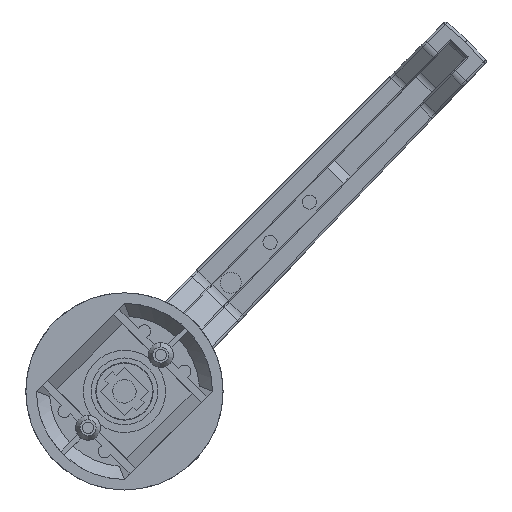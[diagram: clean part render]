
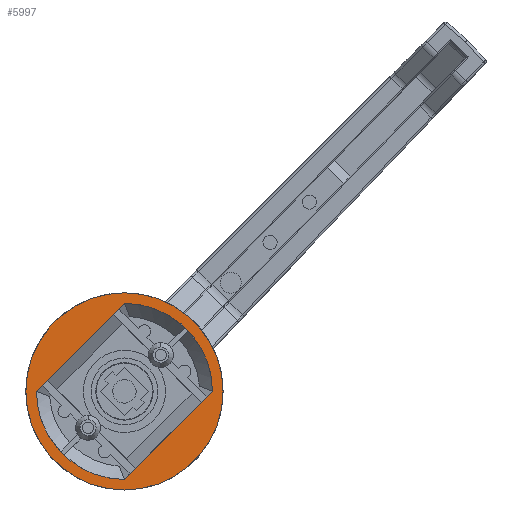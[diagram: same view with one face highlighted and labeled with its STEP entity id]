
A CAD part, front view. The second image highlights one B-rep face of the part: STEP entity #5997.
In plain terms, the highlighted planar face has unit normal (0, -1, 0).
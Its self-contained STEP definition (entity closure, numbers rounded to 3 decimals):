
#1395 = LINE ( 'NONE', #3918, #1398 ) ;
#1398 = VECTOR ( 'NONE', #3920, 1000. ) ;
#1403 = CIRCLE ( 'NONE', #8339, 35. ) ;
#1405 = LINE ( 'NONE', #3936, #1408 ) ;
#1408 = VECTOR ( 'NONE', #3938, 1000. ) ;
#1849 = CARTESIAN_POINT ( 'NONE',  ( 0., 0., 0. ) ) ;
#1850 = DIRECTION ( 'NONE',  ( 0., 1., 0. ) ) ;
#1851 = DIRECTION ( 'NONE',  ( 0., 0., 1. ) ) ;
#2184 = CARTESIAN_POINT ( 'NONE',  ( 31.254, 0., 0. ) ) ;
#2259 = CARTESIAN_POINT ( 'NONE',  ( 0., 0., 0. ) ) ;
#2274 = PLANE ( 'NONE',  #8746 ) ;
#2276 = DIRECTION ( 'NONE',  ( 0., 1., 0. ) ) ;
#2277 = DIRECTION ( 'NONE',  ( 0., 0., 1. ) ) ;
#3918 = CARTESIAN_POINT ( 'NONE',  ( -31.254, 0., 0. ) ) ;
#3920 = DIRECTION ( 'NONE',  ( -0.707, 0., -0.707 ) ) ;
#3936 = CARTESIAN_POINT ( 'NONE',  ( 0., 0., -31.254 ) ) ;
#3938 = DIRECTION ( 'NONE',  ( 0.707, 0., 0.707 ) ) ;
#3950 = CARTESIAN_POINT ( 'NONE',  ( 0., 0., 0. ) ) ;
#3952 = DIRECTION ( 'NONE',  ( 0., 1., 0. ) ) ;
#3953 = DIRECTION ( 'NONE',  ( 0., 0., 1. ) ) ;
#4110 = FACE_OUTER_BOUND ( 'NONE', #9200, .T. ) ;
#4115 = FACE_BOUND ( 'NONE', #9198, .T. ) ;
#4537 = CARTESIAN_POINT ( 'NONE',  ( 0., 0., 35. ) ) ;
#4744 = VERTEX_POINT ( 'NONE', #4537 ) ;
#4823 = VERTEX_POINT ( 'NONE', #5386 ) ;
#5386 = CARTESIAN_POINT ( 'NONE',  ( 0., 0., -35. ) ) ;
#5765 = CARTESIAN_POINT ( 'NONE',  ( 0., 0., 0. ) ) ;
#5766 = DIRECTION ( 'NONE',  ( 0., -1., 0. ) ) ;
#5767 = DIRECTION ( 'NONE',  ( 0., 0., -1. ) ) ;
#5846 = CARTESIAN_POINT ( 'NONE',  ( 0., 0., 0. ) ) ;
#5847 = DIRECTION ( 'NONE',  ( 0., -1., 0. ) ) ;
#5848 = DIRECTION ( 'NONE',  ( 0., 0., 1. ) ) ;
#5997 = ADVANCED_FACE ( 'NONE', ( #4115, #4110 ), #2274, .F. ) ;
#6121 = VERTEX_POINT ( 'NONE', #2184 ) ;
#6203 = VERTEX_POINT ( 'NONE', #6443 ) ;
#6291 = VERTEX_POINT ( 'NONE', #6531 ) ;
#6294 = VERTEX_POINT ( 'NONE', #6534 ) ;
#6443 = CARTESIAN_POINT ( 'NONE',  ( 0., 0., -31.254 ) ) ;
#6531 = CARTESIAN_POINT ( 'NONE',  ( -31.254, 0., 0. ) ) ;
#6534 = CARTESIAN_POINT ( 'NONE',  ( 0., 0., 31.254 ) ) ;
#6949 = ORIENTED_EDGE ( 'NONE', *, *, #7700, .F. ) ;
#6960 = ORIENTED_EDGE ( 'NONE', *, *, #7386, .F. ) ;
#7305 = EDGE_CURVE ( 'NONE', #4744, #4823, #10173, .T. ) ;
#7386 = EDGE_CURVE ( 'NONE', #6291, #6203, #10267, .T. ) ;
#7422 = EDGE_CURVE ( 'NONE', #6121, #6294, #10309, .T. ) ;
#7692 = EDGE_CURVE ( 'NONE', #6294, #6291, #1395, .T. ) ;
#7700 = EDGE_CURVE ( 'NONE', #6203, #6121, #1405, .T. ) ;
#7704 = EDGE_CURVE ( 'NONE', #4823, #4744, #1403, .T. ) ;
#8206 = AXIS2_PLACEMENT_3D ( 'NONE', #5846, #5847, #5848 ) ;
#8252 = AXIS2_PLACEMENT_3D ( 'NONE', #1849, #1850, #1851 ) ;
#8280 = AXIS2_PLACEMENT_3D ( 'NONE', #5765, #5766, #5767 ) ;
#8339 = AXIS2_PLACEMENT_3D ( 'NONE', #3950, #3952, #3953 ) ;
#8746 = AXIS2_PLACEMENT_3D ( 'NONE', #2259, #2276, #2277 ) ;
#9198 = EDGE_LOOP ( 'NONE', ( #6949, #6960, #9295, #9298 ) ) ;
#9200 = EDGE_LOOP ( 'NONE', ( #9292, #9294 ) ) ;
#9292 = ORIENTED_EDGE ( 'NONE', *, *, #7704, .F. ) ;
#9294 = ORIENTED_EDGE ( 'NONE', *, *, #7305, .F. ) ;
#9295 = ORIENTED_EDGE ( 'NONE', *, *, #7692, .F. ) ;
#9298 = ORIENTED_EDGE ( 'NONE', *, *, #7422, .F. ) ;
#10173 = CIRCLE ( 'NONE', #8252, 35. ) ;
#10267 = CIRCLE ( 'NONE', #8280, 31.254 ) ;
#10309 = CIRCLE ( 'NONE', #8206, 31.254 ) ;
